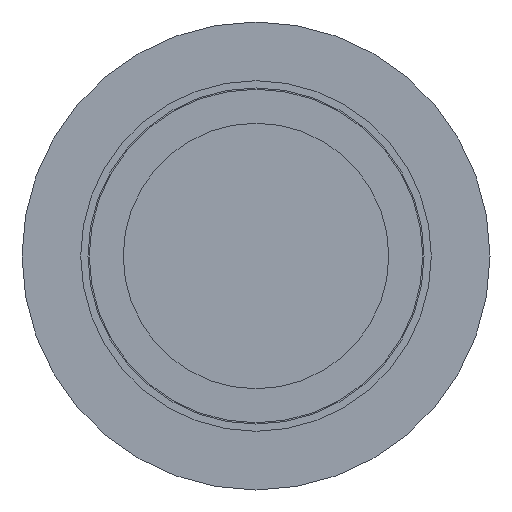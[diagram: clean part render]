
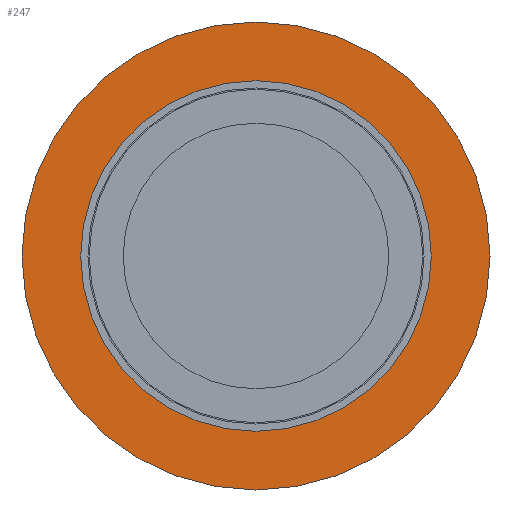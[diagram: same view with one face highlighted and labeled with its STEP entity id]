
A CAD part, left-side view. The second image highlights one B-rep face of the part: STEP entity #247.
In plain terms, the highlighted planar face has unit normal (-1, 0, 0).
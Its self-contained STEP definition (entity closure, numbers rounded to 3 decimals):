
#7 = CIRCLE ( 'NONE', #355, 20.6 ) ;
#13 = AXIS2_PLACEMENT_3D ( 'NONE', #483, #245, #330 ) ;
#29 = EDGE_LOOP ( 'NONE', ( #59 ) ) ;
#59 = ORIENTED_EDGE ( 'NONE', *, *, #494, .T. ) ;
#105 = ORIENTED_EDGE ( 'NONE', *, *, #427, .F. ) ;
#152 = EDGE_LOOP ( 'NONE', ( #105 ) ) ;
#205 = FACE_OUTER_BOUND ( 'NONE', #29, .T. ) ;
#206 = PLANE ( 'NONE',  #13 ) ;
#232 = VERTEX_POINT ( 'NONE', #451 ) ;
#245 = DIRECTION ( 'NONE',  ( 1., 0., 0. ) ) ;
#247 = ADVANCED_FACE ( 'NONE', ( #495, #205 ), #206, .F. ) ;
#251 = CARTESIAN_POINT ( 'NONE',  ( 0., 0., 0. ) ) ;
#304 = CIRCLE ( 'NONE', #526, 27.5 ) ;
#321 = VERTEX_POINT ( 'NONE', #542 ) ;
#330 = DIRECTION ( 'NONE',  ( 0., 0., -1. ) ) ;
#355 = AXIS2_PLACEMENT_3D ( 'NONE', #440, #522, #399 ) ;
#371 = DIRECTION ( 'NONE',  ( 0., 0., 1. ) ) ;
#399 = DIRECTION ( 'NONE',  ( 0., 0., 1. ) ) ;
#410 = DIRECTION ( 'NONE',  ( -1., 0., 0. ) ) ;
#427 = EDGE_CURVE ( 'NONE', #232, #232, #7, .T. ) ;
#440 = CARTESIAN_POINT ( 'NONE',  ( 0., 0., 0. ) ) ;
#451 = CARTESIAN_POINT ( 'NONE',  ( 0., 0., 20.6 ) ) ;
#483 = CARTESIAN_POINT ( 'NONE',  ( 0., 27.5, 0. ) ) ;
#494 = EDGE_CURVE ( 'NONE', #321, #321, #304, .T. ) ;
#495 = FACE_BOUND ( 'NONE', #152, .T. ) ;
#522 = DIRECTION ( 'NONE',  ( -1., 0., 0. ) ) ;
#526 = AXIS2_PLACEMENT_3D ( 'NONE', #251, #410, #371 ) ;
#542 = CARTESIAN_POINT ( 'NONE',  ( 0., 0., 27.5 ) ) ;
